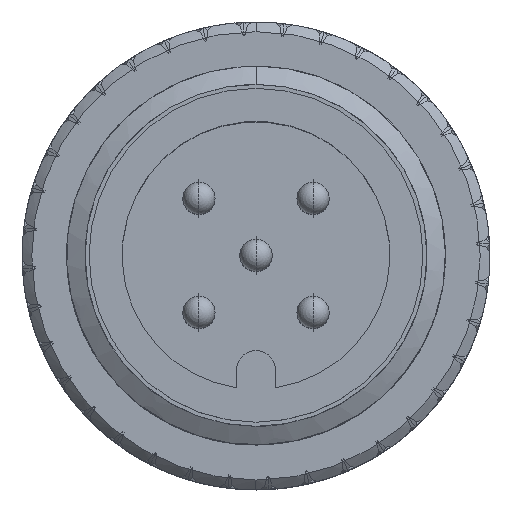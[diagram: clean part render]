
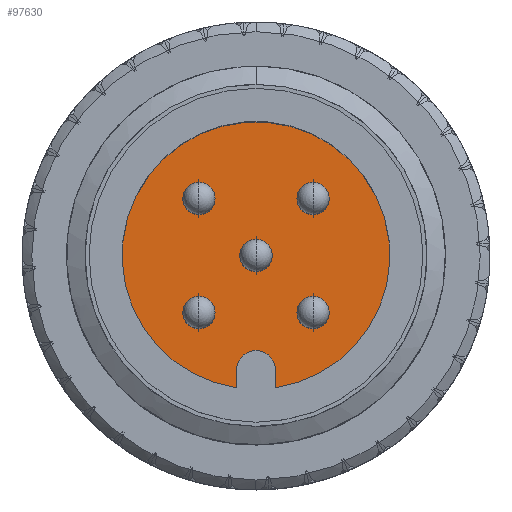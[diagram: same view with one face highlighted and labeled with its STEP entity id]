
A CAD part, top view. The second image highlights one B-rep face of the part: STEP entity #97630.
In plain terms, the highlighted planar face has unit normal (0, 0, 1).
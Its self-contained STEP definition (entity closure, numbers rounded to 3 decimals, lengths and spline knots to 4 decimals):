
#96589=CARTESIAN_POINT('',(0.,-3.55,-8.9));
#96590=DIRECTION('',(0.,0.,1.));
#96591=DIRECTION('',(1.,0.,0.));
#96592=AXIS2_PLACEMENT_3D('',#96589,#96590,#96591);
#96594=DIRECTION('',(0.,-1.,0.));
#96595=VECTOR('',#96594,0.5564);
#96596=CARTESIAN_POINT('',(-0.6,-3.55,-8.9));
#96597=LINE('',#96596,#96595);
#96598=DIRECTION('',(0.,1.,0.));
#96599=VECTOR('',#96598,0.5564);
#96600=CARTESIAN_POINT('',(0.6,-4.1064,-8.9));
#96601=LINE('',#96600,#96599);
#96602=CARTESIAN_POINT('',(1.7678,1.7678,-8.9));
#96603=DIRECTION('',(0.,0.,1.));
#96604=DIRECTION('',(1.,0.,0.));
#96605=AXIS2_PLACEMENT_3D('',#96602,#96603,#96604);
#96607=CARTESIAN_POINT('',(1.7678,1.7678,-8.9));
#96608=DIRECTION('',(0.,0.,1.));
#96609=DIRECTION('',(-1.,0.,0.));
#96610=AXIS2_PLACEMENT_3D('',#96607,#96608,#96609);
#96612=CARTESIAN_POINT('',(1.7678,-1.7678,-8.9));
#96613=DIRECTION('',(0.,0.,1.));
#96614=DIRECTION('',(1.,0.,0.));
#96615=AXIS2_PLACEMENT_3D('',#96612,#96613,#96614);
#96617=CARTESIAN_POINT('',(1.7678,-1.7678,-8.9));
#96618=DIRECTION('',(0.,0.,1.));
#96619=DIRECTION('',(-1.,0.,0.));
#96620=AXIS2_PLACEMENT_3D('',#96617,#96618,#96619);
#96622=CARTESIAN_POINT('',(-1.7678,-1.7678,-8.9));
#96623=DIRECTION('',(0.,0.,1.));
#96624=DIRECTION('',(1.,0.,0.));
#96625=AXIS2_PLACEMENT_3D('',#96622,#96623,#96624);
#96627=CARTESIAN_POINT('',(-1.7678,-1.7678,-8.9));
#96628=DIRECTION('',(0.,0.,1.));
#96629=DIRECTION('',(-1.,0.,0.));
#96630=AXIS2_PLACEMENT_3D('',#96627,#96628,#96629);
#96632=CARTESIAN_POINT('',(-1.7678,1.7678,-8.9));
#96633=DIRECTION('',(0.,0.,1.));
#96634=DIRECTION('',(1.,0.,0.));
#96635=AXIS2_PLACEMENT_3D('',#96632,#96633,#96634);
#96637=CARTESIAN_POINT('',(-1.7678,1.7678,-8.9));
#96638=DIRECTION('',(0.,0.,1.));
#96639=DIRECTION('',(-1.,0.,0.));
#96640=AXIS2_PLACEMENT_3D('',#96637,#96638,#96639);
#96642=CARTESIAN_POINT('',(0.,0.,-8.9));
#96643=DIRECTION('',(0.,0.,1.));
#96644=DIRECTION('',(1.,0.,0.));
#96645=AXIS2_PLACEMENT_3D('',#96642,#96643,#96644);
#96647=CARTESIAN_POINT('',(0.,0.,-8.9));
#96648=DIRECTION('',(0.,0.,1.));
#96649=DIRECTION('',(-1.,0.,0.));
#96650=AXIS2_PLACEMENT_3D('',#96647,#96648,#96649);
#96656=CARTESIAN_POINT('',(0.,0.,-8.9));
#96657=DIRECTION('',(0.,0.,1.));
#96658=DIRECTION('',(0.145,-0.989,0.));
#96659=AXIS2_PLACEMENT_3D('',#96656,#96657,#96658);
#96844=CARTESIAN_POINT('',(0.6,-4.1064,-8.9));
#96846=VERTEX_POINT('',#96844);
#96847=CARTESIAN_POINT('',(0.6,-3.55,-8.9));
#96848=CARTESIAN_POINT('',(-0.6,-3.55,-8.9));
#96849=VERTEX_POINT('',#96847);
#96850=VERTEX_POINT('',#96848);
#96851=CARTESIAN_POINT('',(-0.6,-4.1064,-8.9));
#96852=VERTEX_POINT('',#96851);
#96855=CARTESIAN_POINT('',(2.1428,1.7678,-8.9));
#96856=CARTESIAN_POINT('',(1.3928,1.7678,-8.9));
#96857=VERTEX_POINT('',#96855);
#96858=VERTEX_POINT('',#96856);
#96859=CARTESIAN_POINT('',(2.1428,-1.7678,-8.9));
#96860=CARTESIAN_POINT('',(1.3928,-1.7678,-8.9));
#96861=VERTEX_POINT('',#96859);
#96862=VERTEX_POINT('',#96860);
#96863=CARTESIAN_POINT('',(-1.3928,-1.7678,-8.9));
#96864=CARTESIAN_POINT('',(-2.1428,-1.7678,-8.9));
#96865=VERTEX_POINT('',#96863);
#96866=VERTEX_POINT('',#96864);
#96867=CARTESIAN_POINT('',(-1.3928,1.7678,-8.9));
#96868=CARTESIAN_POINT('',(-2.1428,1.7678,-8.9));
#96869=VERTEX_POINT('',#96867);
#96870=VERTEX_POINT('',#96868);
#96919=CARTESIAN_POINT('',(0.375,0.,-8.9));
#96920=CARTESIAN_POINT('',(-0.375,0.,-8.9));
#96921=VERTEX_POINT('',#96919);
#96922=VERTEX_POINT('',#96920);
#97587=CARTESIAN_POINT('',(0.,0.,-8.9));
#97588=DIRECTION('',(0.,0.,-1.));
#97589=DIRECTION('',(0.,-1.,0.));
#97590=AXIS2_PLACEMENT_3D('',#97587,#97588,#97589);
#97591=PLANE('',#97590);
#97593=ORIENTED_EDGE('',*,*,#97592,.T.);
#97595=ORIENTED_EDGE('',*,*,#97594,.T.);
#97597=ORIENTED_EDGE('',*,*,#97596,.F.);
#97599=ORIENTED_EDGE('',*,*,#97598,.T.);
#97600=EDGE_LOOP('',(#97593,#97595,#97597,#97599));
#97601=FACE_OUTER_BOUND('',#97600,.F.);
#97602=ORIENTED_EDGE('',*,*,#97567,.T.);
#97603=ORIENTED_EDGE('',*,*,#97581,.T.);
#97604=EDGE_LOOP('',(#97602,#97603));
#97605=FACE_BOUND('',#97604,.F.);
#97607=ORIENTED_EDGE('',*,*,#97606,.T.);
#97609=ORIENTED_EDGE('',*,*,#97608,.T.);
#97610=EDGE_LOOP('',(#97607,#97609));
#97611=FACE_BOUND('',#97610,.F.);
#97613=ORIENTED_EDGE('',*,*,#97612,.T.);
#97615=ORIENTED_EDGE('',*,*,#97614,.T.);
#97616=EDGE_LOOP('',(#97613,#97615));
#97617=FACE_BOUND('',#97616,.F.);
#97619=ORIENTED_EDGE('',*,*,#97618,.T.);
#97621=ORIENTED_EDGE('',*,*,#97620,.T.);
#97622=EDGE_LOOP('',(#97619,#97621));
#97623=FACE_BOUND('',#97622,.F.);
#97625=ORIENTED_EDGE('',*,*,#97624,.T.);
#97627=ORIENTED_EDGE('',*,*,#97626,.T.);
#97628=EDGE_LOOP('',(#97625,#97627));
#97629=FACE_BOUND('',#97628,.F.);
#97630=ADVANCED_FACE('',(#97601,#97605,#97611,#97617,#97623,#97629),#97591,.F.);
#96593=CIRCLE('',#96592,0.6);
#96606=CIRCLE('',#96605,0.375);
#96611=CIRCLE('',#96610,0.375);
#96616=CIRCLE('',#96615,0.375);
#96621=CIRCLE('',#96620,0.375);
#96626=CIRCLE('',#96625,0.375);
#96631=CIRCLE('',#96630,0.375);
#96636=CIRCLE('',#96635,0.375);
#96641=CIRCLE('',#96640,0.375);
#96646=CIRCLE('',#96645,0.375);
#96651=CIRCLE('',#96650,0.375);
#96660=CIRCLE('',#96659,4.15);
#97567=EDGE_CURVE('',#96857,#96858,#96606,.T.);
#97581=EDGE_CURVE('',#96858,#96857,#96611,.T.);
#97592=EDGE_CURVE('',#96849,#96850,#96593,.T.);
#97594=EDGE_CURVE('',#96850,#96852,#96597,.T.);
#97596=EDGE_CURVE('',#96846,#96852,#96660,.T.);
#97598=EDGE_CURVE('',#96846,#96849,#96601,.T.);
#97606=EDGE_CURVE('',#96861,#96862,#96616,.T.);
#97608=EDGE_CURVE('',#96862,#96861,#96621,.T.);
#97612=EDGE_CURVE('',#96865,#96866,#96626,.T.);
#97614=EDGE_CURVE('',#96866,#96865,#96631,.T.);
#97618=EDGE_CURVE('',#96869,#96870,#96636,.T.);
#97620=EDGE_CURVE('',#96870,#96869,#96641,.T.);
#97624=EDGE_CURVE('',#96921,#96922,#96646,.T.);
#97626=EDGE_CURVE('',#96922,#96921,#96651,.T.);
